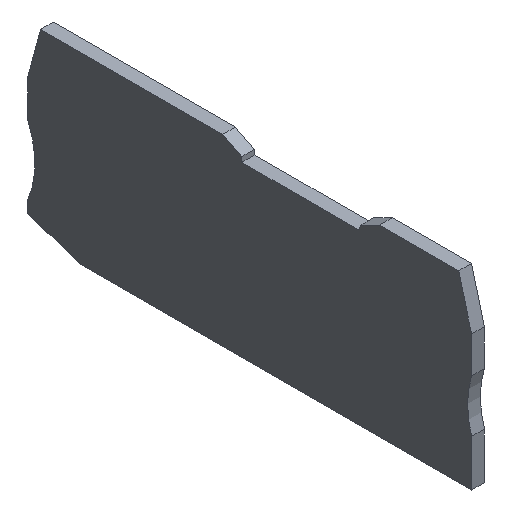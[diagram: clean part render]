
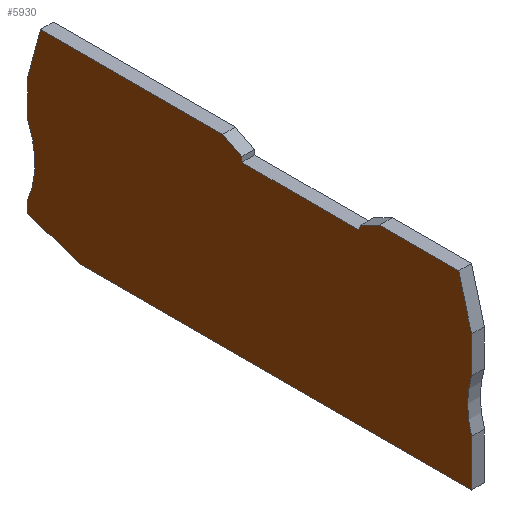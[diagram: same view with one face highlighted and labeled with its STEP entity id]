
A CAD part, isometric view. The second image highlights one B-rep face of the part: STEP entity #5930.
In plain terms, the highlighted face is planar.
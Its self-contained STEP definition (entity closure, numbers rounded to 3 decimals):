
#100=CARTESIAN_POINT('',(28.161,-9.15,
0.));
#110=VERTEX_POINT('',#100);
#160=CARTESIAN_POINT('',(47.92,-9.15,
0.));
#170=DIRECTION('',(-1.,0.,0.));
#180=VECTOR('',#170,1.);
#190=LINE('',#160,#180);
#200=CARTESIAN_POINT('',(48.278,-9.15,
0.));
#210=VERTEX_POINT('',#200);
#220=EDGE_CURVE('',#210,#110,#190,.T.);
#670=CARTESIAN_POINT('',(85.13,-35.201,
0.));
#680=VERTEX_POINT('',#670);
#710=CARTESIAN_POINT('',(47.92,-47.457,
0.));
#720=DIRECTION('',(0.95,0.313,0.));
#730=VECTOR('',#720,1.);
#740=LINE('',#710,#730);
#750=CARTESIAN_POINT('',(76.024,-38.2,
0.));
#760=VERTEX_POINT('',#750);
#770=EDGE_CURVE('',#760,#680,#740,.T.);
#1060=CARTESIAN_POINT('',(82.902,-6.65,
0.));
#1070=VERTEX_POINT('',#1060);
#1220=CARTESIAN_POINT('',(51.578,-6.65,
0.));
#1230=VERTEX_POINT('',#1220);
#1260=CARTESIAN_POINT('',(47.92,-6.65,
0.));
#1270=DIRECTION('',(-1.,0.,0.));
#1280=VECTOR('',#1270,1.);
#1290=LINE('',#1260,#1280);
#1300=EDGE_CURVE('',#1070,#1230,#1290,.T.);
#1530=CARTESIAN_POINT('',(85.13,-33.2,
0.));
#1540=VERTEX_POINT('',#1530);
#1700=CARTESIAN_POINT('',(85.13,-21.2,
0.));
#1710=VERTEX_POINT('',#1700);
#1740=CARTESIAN_POINT('',(98.877,-27.2,
0.));
#1750=DIRECTION('',(0.,0.,1.));
#1760=DIRECTION('',(1.,0.,0.));
#1770=AXIS2_PLACEMENT_3D('',#1740,#1750,#1760);
#1780=CIRCLE('',#1770,15.);
#1790=EDGE_CURVE('',#1710,#1540,#1780,.T.);
#2080=CARTESIAN_POINT('',(27.781,-8.251,
0.));
#2090=VERTEX_POINT('',#2080);
#2120=CARTESIAN_POINT('',(38.616,-33.886,
0.));
#2130=DIRECTION('',(-0.389,0.921,0.));
#2140=VECTOR('',#2130,1.);
#2150=LINE('',#2120,#2140);
#2160=EDGE_CURVE('',#110,#2090,#2150,.T.);
#2380=CARTESIAN_POINT('',(10.958,-6.65,
0.));
#2390=VERTEX_POINT('',#2380);
#2440=CARTESIAN_POINT('',(47.92,-6.65,
0.));
#2450=DIRECTION('',(-1.,0.,0.));
#2460=VECTOR('',#2450,1.);
#2470=LINE('',#2440,#2460);
#2480=CARTESIAN_POINT('',(24.58,-6.65,
0.));
#2490=VERTEX_POINT('',#2480);
#2500=EDGE_CURVE('',#2490,#2390,#2470,.T.);
#2880=CARTESIAN_POINT('',(47.92,-18.32,
0.));
#2890=DIRECTION('',(-0.894,0.447,0.));
#2900=VECTOR('',#2890,1.);
#2910=LINE('',#2880,#2900);
#2920=EDGE_CURVE('',#2090,#2490,#2910,.T.);
#3100=CARTESIAN_POINT('',(48.278,-33.886,
0.));
#3110=DIRECTION('',(0.,-1.,0.));
#3120=VECTOR('',#3110,1.);
#3130=LINE('',#3100,#3120);
#3140=CARTESIAN_POINT('',(48.278,-8.3,
0.));
#3150=VERTEX_POINT('',#3140);
#3160=EDGE_CURVE('',#3150,#210,#3130,.T.);
#3620=CARTESIAN_POINT('',(8.73,-38.2,
0.));
#3630=VERTEX_POINT('',#3620);
#3660=CARTESIAN_POINT('',(8.73,-33.886,
0.));
#3670=DIRECTION('',(0.,-1.,0.));
#3680=VECTOR('',#3670,1.);
#3690=LINE('',#3660,#3680);
#3700=CARTESIAN_POINT('',(8.73,-30.2,
0.));
#3710=VERTEX_POINT('',#3700);
#3720=EDGE_CURVE('',#3710,#3630,#3690,.T.);
#3950=CARTESIAN_POINT('',(90.199,-33.886,
0.));
#3960=DIRECTION('',(-0.259,0.966,0.));
#3970=VECTOR('',#3960,1.);
#3980=LINE('',#3950,#3970);
#3990=CARTESIAN_POINT('',(85.13,-14.966,
0.));
#4000=VERTEX_POINT('',#3990);
#4010=EDGE_CURVE('',#4000,#1070,#3980,.T.);
#5100=CARTESIAN_POINT('',(8.73,-21.2,
0.));
#5110=VERTEX_POINT('',#5100);
#5140=CARTESIAN_POINT('',(8.73,-33.886,
0.));
#5150=DIRECTION('',(0.,-1.,0.));
#5160=VECTOR('',#5150,1.);
#5170=LINE('',#5140,#5160);
#5180=CARTESIAN_POINT('',(8.73,-14.966,
0.));
#5190=VERTEX_POINT('',#5180);
#5200=EDGE_CURVE('',#5190,#5110,#5170,.T.);
#5380=CARTESIAN_POINT('',(20.099,-7.178,
0.));
#5390=DIRECTION('',(0.,0.,-1.));
#5400=DIRECTION('',(-1.,0.,0.));
#5410=AXIS2_PLACEMENT_3D('',#5380,#5390,#5400);
#5420=PLANE('',#5410);
#5430=ORIENTED_EDGE('',*,*,#5200,.F.);
#5440=CARTESIAN_POINT('',(-5.579,-25.7,
0.));
#5450=DIRECTION('',(0.,0.,1.));
#5460=DIRECTION('',(1.,0.,0.));
#5470=AXIS2_PLACEMENT_3D('',#5440,#5450,#5460);
#5480=CIRCLE('',#5470,15.);
#5490=EDGE_CURVE('',#3710,#5110,#5480,.T.);
#5500=ORIENTED_EDGE('',*,*,#5490,.T.);
#5510=ORIENTED_EDGE('',*,*,#3720,.F.);
#5520=CARTESIAN_POINT('',(47.92,-38.2,
0.));
#5530=DIRECTION('',(1.,0.,0.));
#5540=VECTOR('',#5530,1.);
#5550=LINE('',#5520,#5540);
#5560=EDGE_CURVE('',#3630,#760,#5550,.T.);
#5570=ORIENTED_EDGE('',*,*,#5560,.F.);
#5580=ORIENTED_EDGE('',*,*,#770,.F.);
#5590=CARTESIAN_POINT('',(85.13,-33.886,
0.));
#5600=DIRECTION('',(0.,-1.,0.));
#5610=VECTOR('',#5600,1.);
#5620=LINE('',#5590,#5610);
#5630=EDGE_CURVE('',#1540,#680,#5620,.T.);
#5640=ORIENTED_EDGE('',*,*,#5630,.T.);
#5650=ORIENTED_EDGE('',*,*,#1790,.T.);
#5660=CARTESIAN_POINT('',(85.13,-33.886,
0.));
#5670=DIRECTION('',(0.,1.,0.));
#5680=VECTOR('',#5670,1.);
#5690=LINE('',#5660,#5680);
#5700=EDGE_CURVE('',#1710,#4000,#5690,.T.);
#5710=ORIENTED_EDGE('',*,*,#5700,.F.);
#5720=ORIENTED_EDGE('',*,*,#4010,.F.);
#5730=ORIENTED_EDGE('',*,*,#1300,.F.);
#5740=CARTESIAN_POINT('',(47.92,-8.479,
0.));
#5750=DIRECTION('',(-0.894,-0.447,0.));
#5760=VECTOR('',#5750,1.);
#5770=LINE('',#5740,#5760);
#5780=EDGE_CURVE('',#1230,#3150,#5770,.T.);
#5790=ORIENTED_EDGE('',*,*,#5780,.F.);
#5800=ORIENTED_EDGE('',*,*,#3160,.F.);
#5810=ORIENTED_EDGE('',*,*,#220,.F.);
#5820=ORIENTED_EDGE('',*,*,#2160,.F.);
#5830=ORIENTED_EDGE('',*,*,#2920,.F.);
#5840=ORIENTED_EDGE('',*,*,#2500,.F.);
#5850=CARTESIAN_POINT('',(3.66,-33.886,
0.));
#5860=DIRECTION('',(-0.259,-0.966,0.));
#5870=VECTOR('',#5860,1.);
#5880=LINE('',#5850,#5870);
#5890=EDGE_CURVE('',#2390,#5190,#5880,.T.);
#5900=ORIENTED_EDGE('',*,*,#5890,.F.);
#5910=EDGE_LOOP('',(#5900,#5840,#5830,#5820,#5810,#5800,#5790,#5730,
#5720,#5710,#5650,#5640,#5580,#5570,#5510,#5500,#5430));
#5920=FACE_OUTER_BOUND('',#5910,.T.);
#5930=ADVANCED_FACE('',(#5920),#5420,.T.);
